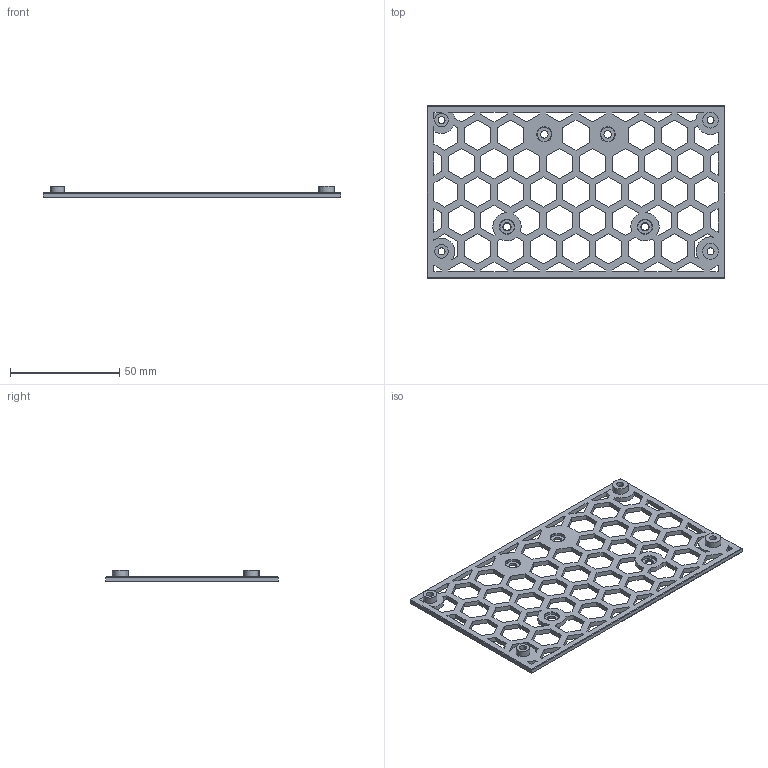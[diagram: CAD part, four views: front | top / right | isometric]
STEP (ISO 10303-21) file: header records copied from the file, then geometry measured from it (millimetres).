
FILE_DESCRIPTION(/* description */ (''),/* implementation_level */ '2;1');
FILE_NAME(/* name */ 'hexa_distro_fusion_bracket.step',/* time_stamp */ '2025-08-07T22:33:35+02:00',/* author */ (''),/* organization */ (''),/* preprocessor_version */ 'ST-DEVELOPER v20.1',/* originating_system */ 'Autodesk Translation Framework v14.10.0.0',/* authorisation */ '');
FILE_SCHEMA (('AUTOMOTIVE_DESIGN { 1 0 10303 214 3 1 1 }'));
Length unit declared in the file: millimetre
Products named in the file (1): hexa_distro_fusion_holder
Bounding box: 135.99 x 78.71 x 5.2 mm (x, y, z)
Volume: 11905.6 mm3; surface area: 17186.9 mm2
Topology: 1 solids, 1 shells, 418 faces, 1199 edges, 794 vertices
Faces by surface type: plane 378, cylinder 31, cone 9
Full cylindrical faces by diameter (mm): 3.2 x4, 3.4 x4, 4.7 x3, 6.2 x2, 6.5 x4, 7.2 x2
Entity records: 13748 total; most frequent: CARTESIAN_POINT 2412, ORIENTED_EDGE 2398, DIRECTION 2109, EDGE_CURVE 1199, LINE 1127, VECTOR 1127, VERTEX_POINT 794, EDGE_LOOP 573
